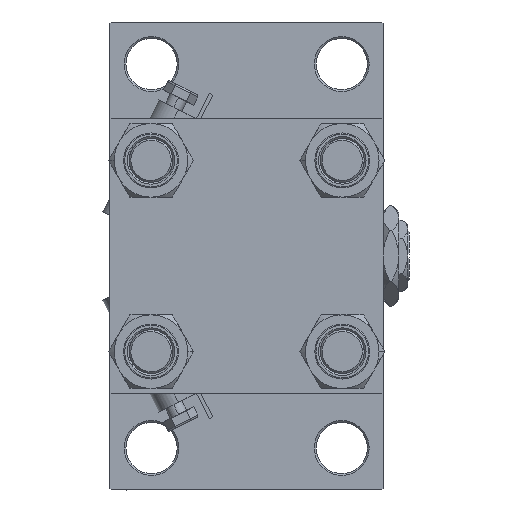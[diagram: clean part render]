
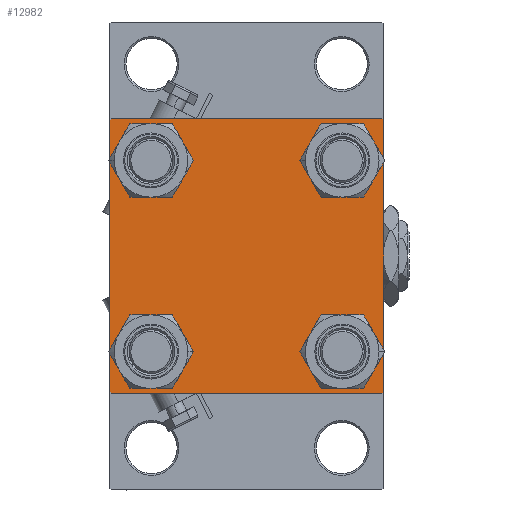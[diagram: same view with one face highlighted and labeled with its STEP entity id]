
A CAD part, left-side view. The second image highlights one B-rep face of the part: STEP entity #12982.
In plain terms, the highlighted planar face has unit normal (-1, 0, 0).
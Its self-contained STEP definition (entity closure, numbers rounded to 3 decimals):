
#124 = VECTOR ( 'NONE', #25351, 1000. ) ;
#696 = AXIS2_PLACEMENT_3D ( 'NONE', #18332, #34262, #11360 ) ;
#907 = CARTESIAN_POINT ( 'NONE',  ( 0., 26.15, -26.15 ) ) ;
#1022 = EDGE_LOOP ( 'NONE', ( #10274, #35249 ) ) ;
#1113 = VERTEX_POINT ( 'NONE', #25500 ) ;
#1579 = CARTESIAN_POINT ( 'NONE',  ( 0., 26.15, 32.65 ) ) ;
#2029 = CARTESIAN_POINT ( 'NONE',  ( 0., 37.5, 37. ) ) ;
#2148 = ORIENTED_EDGE ( 'NONE', *, *, #9737, .T. ) ;
#2652 = EDGE_CURVE ( 'NONE', #22939, #30041, #30155, .T. ) ;
#3226 = EDGE_LOOP ( 'NONE', ( #48474, #5252, #36090, #17774, #22260, #5567, #42224, #3722 ) ) ;
#3635 = CARTESIAN_POINT ( 'NONE',  ( 0., -37.25, -37.25 ) ) ;
#3722 = ORIENTED_EDGE ( 'NONE', *, *, #28959, .T. ) ;
#4931 = DIRECTION ( 'NONE',  ( -1., 0., 0. ) ) ;
#5252 = ORIENTED_EDGE ( 'NONE', *, *, #10137, .T. ) ;
#5422 = CARTESIAN_POINT ( 'NONE',  ( 0., 37., 37.5 ) ) ;
#5535 = DIRECTION ( 'NONE',  ( 0., 0., 1. ) ) ;
#5567 = ORIENTED_EDGE ( 'NONE', *, *, #49781, .T. ) ;
#5867 = CARTESIAN_POINT ( 'NONE',  ( 0., 37.5, -37. ) ) ;
#5946 = EDGE_LOOP ( 'NONE', ( #20680, #17534 ) ) ;
#6128 = VECTOR ( 'NONE', #42976, 1000. ) ;
#6314 = CARTESIAN_POINT ( 'NONE',  ( 0., -26.15, -26.15 ) ) ;
#6392 = CARTESIAN_POINT ( 'NONE',  ( 0., 37.25, 37.25 ) ) ;
#6474 = VERTEX_POINT ( 'NONE', #25787 ) ;
#6497 = DIRECTION ( 'NONE',  ( 1., 0., 0. ) ) ;
#6572 = DIRECTION ( 'NONE',  ( 0., 0., 1. ) ) ;
#6616 = DIRECTION ( 'NONE',  ( 0., 0., 1. ) ) ;
#6738 = AXIS2_PLACEMENT_3D ( 'NONE', #20369, #8057, #50707 ) ;
#7200 = VERTEX_POINT ( 'NONE', #50178 ) ;
#7678 = CARTESIAN_POINT ( 'NONE',  ( 0., 26.15, -19.65 ) ) ;
#8057 = DIRECTION ( 'NONE',  ( 1., 0., 0. ) ) ;
#8334 = CARTESIAN_POINT ( 'NONE',  ( 0., -37.5, 37.5 ) ) ;
#9121 = DIRECTION ( 'NONE',  ( 1., 0., 0. ) ) ;
#9310 = FACE_BOUND ( 'NONE', #35669, .T. ) ;
#9737 = EDGE_CURVE ( 'NONE', #19384, #20819, #25487, .T. ) ;
#9885 = CARTESIAN_POINT ( 'NONE',  ( 0., 37.5, 37.5 ) ) ;
#9971 = AXIS2_PLACEMENT_3D ( 'NONE', #6314, #21978, #6572 ) ;
#10137 = EDGE_CURVE ( 'NONE', #37626, #1113, #43528, .T. ) ;
#10179 = AXIS2_PLACEMENT_3D ( 'NONE', #10356, #6497, #18569 ) ;
#10274 = ORIENTED_EDGE ( 'NONE', *, *, #43697, .T. ) ;
#10356 = CARTESIAN_POINT ( 'NONE',  ( 0., 26.15, 26.15 ) ) ;
#10539 = CIRCLE ( 'NONE', #696, 6.5 ) ;
#11360 = DIRECTION ( 'NONE',  ( 0., 0., 1. ) ) ;
#11382 = LINE ( 'NONE', #23194, #6128 ) ;
#11692 = EDGE_CURVE ( 'NONE', #13267, #7200, #37900, .T. ) ;
#12416 = CARTESIAN_POINT ( 'NONE',  ( 0., 26.15, 19.65 ) ) ;
#12669 = PLANE ( 'NONE',  #45312 ) ;
#12982 = ADVANCED_FACE ( 'NONE', ( #32688, #9310, #23965, #31925, #48352 ), #12669, .T. ) ;
#13167 = DIRECTION ( 'NONE',  ( 0., 0., 1. ) ) ;
#13178 = VECTOR ( 'NONE', #40448, 1000. ) ;
#13267 = VERTEX_POINT ( 'NONE', #48727 ) ;
#13523 = EDGE_CURVE ( 'NONE', #20819, #19384, #35351, .T. ) ;
#13651 = DIRECTION ( 'NONE',  ( 0., 0., -1. ) ) ;
#14105 = LINE ( 'NONE', #6392, #34817 ) ;
#14842 = AXIS2_PLACEMENT_3D ( 'NONE', #28661, #25315, #5535 ) ;
#16649 = VERTEX_POINT ( 'NONE', #12416 ) ;
#17534 = ORIENTED_EDGE ( 'NONE', *, *, #17544, .T. ) ;
#17544 = EDGE_CURVE ( 'NONE', #16649, #22439, #29876, .T. ) ;
#17599 = LINE ( 'NONE', #45614, #45399 ) ;
#17774 = ORIENTED_EDGE ( 'NONE', *, *, #33574, .T. ) ;
#18332 = CARTESIAN_POINT ( 'NONE',  ( 0., -26.15, -26.15 ) ) ;
#18569 = DIRECTION ( 'NONE',  ( 0., 0., 1. ) ) ;
#18692 = CARTESIAN_POINT ( 'NONE',  ( 0., 26.15, -26.15 ) ) ;
#19371 = EDGE_CURVE ( 'NONE', #6474, #32529, #19634, .T. ) ;
#19384 = VERTEX_POINT ( 'NONE', #34205 ) ;
#19474 = CARTESIAN_POINT ( 'NONE',  ( 0., -37., -37.5 ) ) ;
#19634 = LINE ( 'NONE', #8334, #28852 ) ;
#20235 = EDGE_CURVE ( 'NONE', #22439, #16649, #27220, .T. ) ;
#20369 = CARTESIAN_POINT ( 'NONE',  ( 0., 26.15, 26.15 ) ) ;
#20446 = CIRCLE ( 'NONE', #14842, 6.5 ) ;
#20680 = ORIENTED_EDGE ( 'NONE', *, *, #20235, .T. ) ;
#20819 = VERTEX_POINT ( 'NONE', #7678 ) ;
#21545 = VERTEX_POINT ( 'NONE', #5422 ) ;
#21978 = DIRECTION ( 'NONE',  ( 1., 0., 0. ) ) ;
#22053 = DIRECTION ( 'NONE',  ( 0., 0.707, -0.707 ) ) ;
#22260 = ORIENTED_EDGE ( 'NONE', *, *, #19371, .F. ) ;
#22439 = VERTEX_POINT ( 'NONE', #1579 ) ;
#22929 = EDGE_CURVE ( 'NONE', #21545, #49830, #17599, .T. ) ;
#22939 = VERTEX_POINT ( 'NONE', #37136 ) ;
#23194 = CARTESIAN_POINT ( 'NONE',  ( 0., 37.5, -37.5 ) ) ;
#23965 = FACE_BOUND ( 'NONE', #43679, .T. ) ;
#25315 = DIRECTION ( 'NONE',  ( 1., 0., 0. ) ) ;
#25351 = DIRECTION ( 'NONE',  ( 0., 0.707, 0.707 ) ) ;
#25487 = CIRCLE ( 'NONE', #28747, 6.5 ) ;
#25500 = CARTESIAN_POINT ( 'NONE',  ( 0., 37., -37.5 ) ) ;
#25557 = DIRECTION ( 'NONE',  ( 0., 0., -1. ) ) ;
#25787 = CARTESIAN_POINT ( 'NONE',  ( 0., -37.5, 37. ) ) ;
#26113 = LINE ( 'NONE', #44882, #124 ) ;
#27220 = CIRCLE ( 'NONE', #6738, 6.5 ) ;
#28528 = VERTEX_POINT ( 'NONE', #19474 ) ;
#28661 = CARTESIAN_POINT ( 'NONE',  ( 0., -26.15, 26.15 ) ) ;
#28747 = AXIS2_PLACEMENT_3D ( 'NONE', #18692, #50041, #30518 ) ;
#28852 = VECTOR ( 'NONE', #13651, 1000. ) ;
#28959 = EDGE_CURVE ( 'NONE', #21545, #39410, #14105, .T. ) ;
#29371 = EDGE_CURVE ( 'NONE', #1113, #28528, #11382, .T. ) ;
#29876 = CIRCLE ( 'NONE', #10179, 6.5 ) ;
#30041 = VERTEX_POINT ( 'NONE', #35907 ) ;
#30155 = CIRCLE ( 'NONE', #42461, 6.5 ) ;
#30176 = LINE ( 'NONE', #9885, #40240 ) ;
#30518 = DIRECTION ( 'NONE',  ( 0., 0., 1. ) ) ;
#31390 = ORIENTED_EDGE ( 'NONE', *, *, #11692, .T. ) ;
#31402 = DIRECTION ( 'NONE',  ( 0., -0.707, 0.707 ) ) ;
#31925 = FACE_BOUND ( 'NONE', #5946, .T. ) ;
#32529 = VERTEX_POINT ( 'NONE', #33227 ) ;
#32688 = FACE_BOUND ( 'NONE', #1022, .T. ) ;
#32897 = AXIS2_PLACEMENT_3D ( 'NONE', #907, #9121, #47652 ) ;
#33227 = CARTESIAN_POINT ( 'NONE',  ( 0., -37.5, -37. ) ) ;
#33574 = EDGE_CURVE ( 'NONE', #28528, #32529, #35509, .T. ) ;
#34205 = CARTESIAN_POINT ( 'NONE',  ( 0., 26.15, -32.65 ) ) ;
#34262 = DIRECTION ( 'NONE',  ( 1., 0., 0. ) ) ;
#34817 = VECTOR ( 'NONE', #22053, 1000. ) ;
#34954 = VECTOR ( 'NONE', #31402, 1000. ) ;
#35249 = ORIENTED_EDGE ( 'NONE', *, *, #2652, .T. ) ;
#35351 = CIRCLE ( 'NONE', #32897, 6.5 ) ;
#35509 = LINE ( 'NONE', #3635, #34954 ) ;
#35669 = EDGE_LOOP ( 'NONE', ( #31390, #45062 ) ) ;
#35907 = CARTESIAN_POINT ( 'NONE',  ( 0., -26.15, 32.65 ) ) ;
#36090 = ORIENTED_EDGE ( 'NONE', *, *, #29371, .T. ) ;
#36885 = DIRECTION ( 'NONE',  ( 0., -1., 0. ) ) ;
#37136 = CARTESIAN_POINT ( 'NONE',  ( 0., -26.15, 19.65 ) ) ;
#37419 = CARTESIAN_POINT ( 'NONE',  ( 0., -37., 37.5 ) ) ;
#37626 = VERTEX_POINT ( 'NONE', #5867 ) ;
#37900 = CIRCLE ( 'NONE', #9971, 6.5 ) ;
#39410 = VERTEX_POINT ( 'NONE', #2029 ) ;
#39677 = ORIENTED_EDGE ( 'NONE', *, *, #13523, .T. ) ;
#40240 = VECTOR ( 'NONE', #25557, 1000. ) ;
#40448 = DIRECTION ( 'NONE',  ( 0., -0.707, -0.707 ) ) ;
#40748 = EDGE_CURVE ( 'NONE', #7200, #13267, #10539, .T. ) ;
#41563 = CARTESIAN_POINT ( 'NONE',  ( 0., -26.15, 26.15 ) ) ;
#42224 = ORIENTED_EDGE ( 'NONE', *, *, #22929, .F. ) ;
#42461 = AXIS2_PLACEMENT_3D ( 'NONE', #41563, #50036, #6616 ) ;
#42976 = DIRECTION ( 'NONE',  ( 0., -1., 0. ) ) ;
#43528 = LINE ( 'NONE', #47129, #13178 ) ;
#43679 = EDGE_LOOP ( 'NONE', ( #39677, #2148 ) ) ;
#43697 = EDGE_CURVE ( 'NONE', #30041, #22939, #20446, .T. ) ;
#44882 = CARTESIAN_POINT ( 'NONE',  ( 0., -37.25, 37.25 ) ) ;
#45062 = ORIENTED_EDGE ( 'NONE', *, *, #40748, .T. ) ;
#45312 = AXIS2_PLACEMENT_3D ( 'NONE', #47584, #4931, #13167 ) ;
#45399 = VECTOR ( 'NONE', #36885, 1000. ) ;
#45614 = CARTESIAN_POINT ( 'NONE',  ( 0., 37.5, 37.5 ) ) ;
#47129 = CARTESIAN_POINT ( 'NONE',  ( 0., 37.25, -37.25 ) ) ;
#47584 = CARTESIAN_POINT ( 'NONE',  ( 0., 0., 0. ) ) ;
#47652 = DIRECTION ( 'NONE',  ( 0., 0., 1. ) ) ;
#47828 = EDGE_CURVE ( 'NONE', #39410, #37626, #30176, .T. ) ;
#48352 = FACE_OUTER_BOUND ( 'NONE', #3226, .T. ) ;
#48474 = ORIENTED_EDGE ( 'NONE', *, *, #47828, .T. ) ;
#48727 = CARTESIAN_POINT ( 'NONE',  ( 0., -26.15, -19.65 ) ) ;
#49781 = EDGE_CURVE ( 'NONE', #6474, #49830, #26113, .T. ) ;
#49830 = VERTEX_POINT ( 'NONE', #37419 ) ;
#50036 = DIRECTION ( 'NONE',  ( 1., 0., 0. ) ) ;
#50041 = DIRECTION ( 'NONE',  ( 1., 0., 0. ) ) ;
#50178 = CARTESIAN_POINT ( 'NONE',  ( 0., -26.15, -32.65 ) ) ;
#50707 = DIRECTION ( 'NONE',  ( 0., 0., 1. ) ) ;
